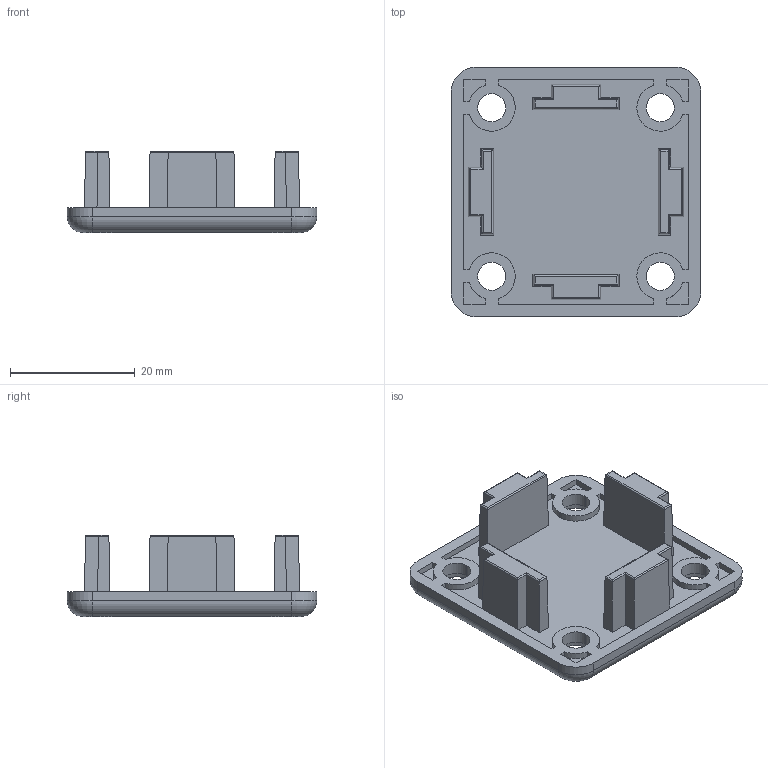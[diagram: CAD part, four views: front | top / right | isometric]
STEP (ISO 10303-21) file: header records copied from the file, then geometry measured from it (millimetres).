
FILE_DESCRIPTION (( 'STEP AP214' ), '1' );
FILE_NAME ('091168.STEP', '2014-08-22T05:50:42', ( '' ), ( '' ), 'SwSTEP 2.0', 'SolidWorks 2014', '' );
FILE_SCHEMA (( 'AUTOMOTIVE_DESIGN' ));
Length unit declared in the file: millimetre
Products named in the file (1): 091168
Bounding box: 40 x 40 x 13 mm (x, y, z)
Volume: 6145.4 mm3; surface area: 5398.5 mm2
Topology: 1 solids, 1 shells, 153 faces, 386 edges, 244 vertices
Faces by surface type: plane 83, cylinder 66, torus 4
Entity records: 4586 total; most frequent: CARTESIAN_POINT 924, ORIENTED_EDGE 772, DIRECTION 726, EDGE_CURVE 386, VECTOR 266, LINE 266, VERTEX_POINT 244, AXIS2_PLACEMENT_3D 230
